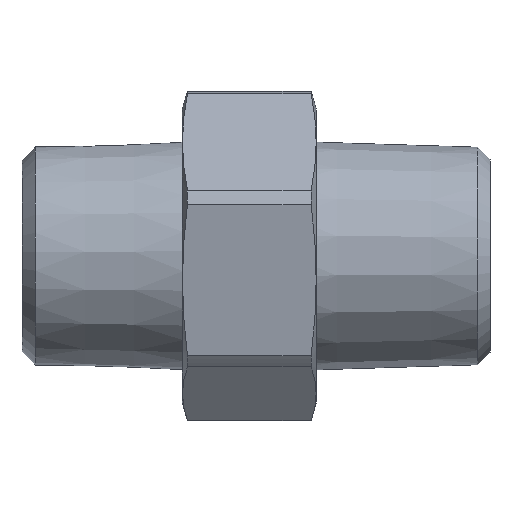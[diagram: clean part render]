
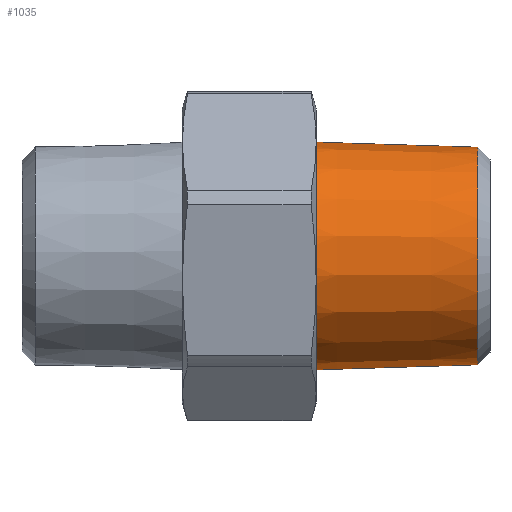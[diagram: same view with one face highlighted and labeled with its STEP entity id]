
A CAD part, top view. The second image highlights one B-rep face of the part: STEP entity #1035.
In plain terms, the highlighted conical face has half-angle 1.78 degrees and reference radius 8.342 mm.
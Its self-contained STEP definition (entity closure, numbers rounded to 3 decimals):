
#54=FACE_BOUND('',#239,.T.);
#85=CIRCLE('',#1150,8.137);
#86=CIRCLE('',#1152,8.575);
#133=CONICAL_SURFACE('',#1151,8.342,1.78);
#167=FACE_OUTER_BOUND('',#238,.T.);
#238=EDGE_LOOP('',(#760));
#239=EDGE_LOOP('',(#761));
#468=VERTEX_POINT('',#1685);
#469=VERTEX_POINT('',#1688);
#587=EDGE_CURVE('',#468,#468,#85,.T.);
#588=EDGE_CURVE('',#469,#469,#86,.T.);
#760=ORIENTED_EDGE('',*,*,#588,.T.);
#761=ORIENTED_EDGE('',*,*,#587,.F.);
#1035=ADVANCED_FACE('',(#167,#54),#133,.T.);
#1150=AXIS2_PLACEMENT_3D('',#1686,#1300,#1301);
#1151=AXIS2_PLACEMENT_3D('',#1687,#1302,#1303);
#1152=AXIS2_PLACEMENT_3D('',#1689,#1304,#1305);
#1300=DIRECTION('center_axis',(1.,0.,0.));
#1301=DIRECTION('ref_axis',(0.,-1.,0.));
#1302=DIRECTION('center_axis',(-1.,0.,0.));
#1303=DIRECTION('ref_axis',(0.,1.,0.));
#1304=DIRECTION('center_axis',(1.,0.,0.));
#1305=DIRECTION('ref_axis',(0.,0.,-1.));
#1685=CARTESIAN_POINT('',(22.1,8.137,0.));
#1686=CARTESIAN_POINT('Origin',(22.1,0.,
0.));
#1687=CARTESIAN_POINT('Origin',(15.5,0.,0.));
#1688=CARTESIAN_POINT('',(8.,8.575,0.));
#1689=CARTESIAN_POINT('Origin',(8.,0.,0.));
